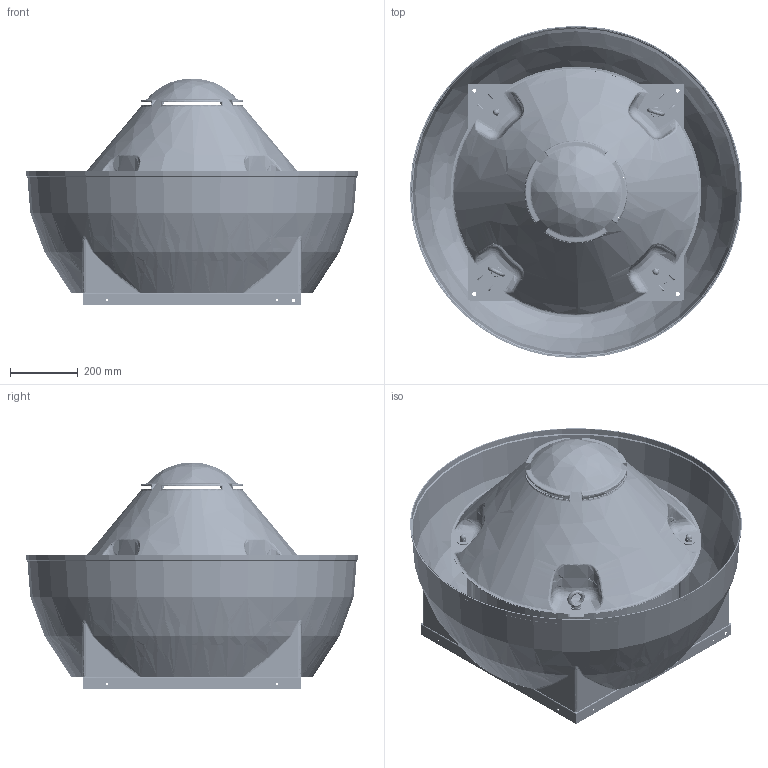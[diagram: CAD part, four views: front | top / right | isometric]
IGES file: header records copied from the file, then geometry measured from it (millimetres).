
Start section: SolidWorks IGES file using analytic representation for surfaces
Global section: file name: FCP-V 404.IGS; native system: SolidWorks 2018; preprocessor: SolidWorks 2018; author: girelli; date: 220309.163902; units: millimetre
Bounding box: 980 x 980 x 669.54 mm (x, y, z)
Surface area: 12575170.7 mm2 (no closed solid volume)
Topology: 0 solids, 0 shells, 3713 faces, 45744 edges, 45723 vertices
Faces by surface type: bspline 2168, revolution 1545
